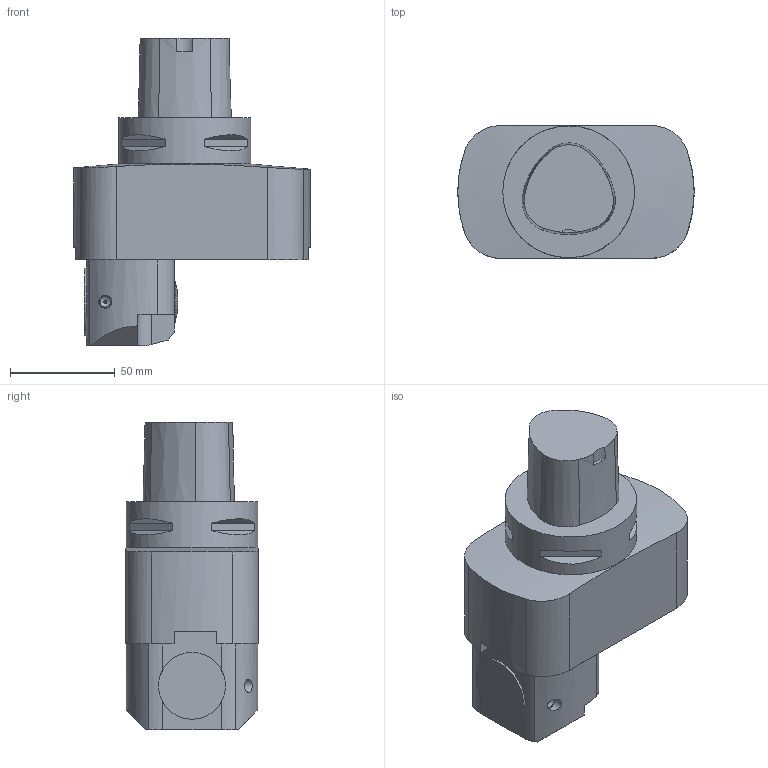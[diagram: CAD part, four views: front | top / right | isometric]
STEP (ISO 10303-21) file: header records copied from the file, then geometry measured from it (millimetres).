
FILE_DESCRIPTION(/* description */ (''),/* implementation_level */ '2;1');
FILE_NAME(/* name */ '1573799517348.stp',/* time_stamp */ '2019-11-15T07:32:04+01:00',/* author */ (''),/* organization */ ('SMS'),/* preprocessor_version */ 'ST-DEVELOPER v16.7',/* originating_system */ 'SIEMENS PLM Software NX 12.0',/* authorisation */ '');
FILE_SCHEMA (('AUTOMOTIVE_DESIGN { 1 0 10303 214 3 1 1 1 }'));
Length unit declared in the file: millimetre
Products named in the file (3): 111169597mod000_01; 111166480mod000_01; 111164870mod000_01
Assembly tree (2 placements, depth 2):
  111164870mod000_01
    111166480mod000_01
    111169597mod000_01
Bounding box: 113 x 63.4 x 147 mm (x, y, z)
Volume: 440413 mm3; surface area: 59901.2 mm2
Topology: 2 solids, 3 shells, 314 faces, 887 edges, 596 vertices
Faces by surface type: plane 270, cylinder 30, cone 13, sphere 1
Full cylindrical faces by diameter (mm): 4.7 x1, 6 x1, 6.25 x1, 9.5 x1, 10 x1, 10.2 x1, 32 x2, 63 x1
Entity records: 10356 total; most frequent: CARTESIAN_POINT 2351, ORIENTED_EDGE 1718, DIRECTION 1492, EDGE_CURVE 859, VERTEX_POINT 580, LINE 538, VECTOR 538, AXIS2_PLACEMENT_3D 477
